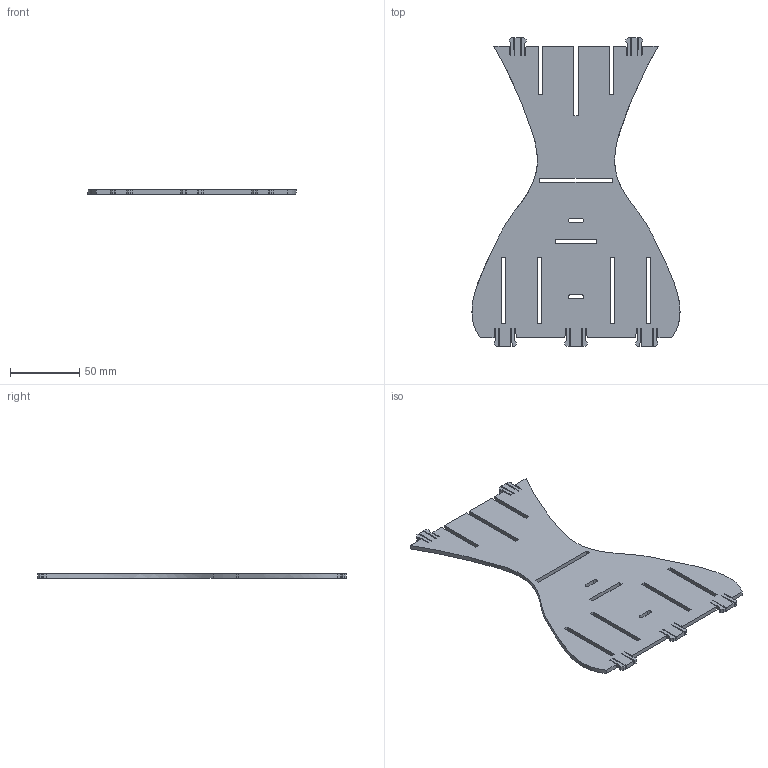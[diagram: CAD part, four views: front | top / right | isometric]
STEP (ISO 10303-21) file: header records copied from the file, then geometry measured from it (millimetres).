
FILE_DESCRIPTION (( 'STEP AP203' ), '1' );
FILE_NAME ('frame-1-5.step', '2015-02-17T13:08:03', ( 'Cesar' ), ( '' ), 'SwSTEP 2.0', 'SolidWorks 2013', '' );
FILE_SCHEMA (( 'CONFIG_CONTROL_DESIGN' ));
Length unit declared in the file: millimetre
Products named in the file (1): frame-1-5
Bounding box: 149.87 x 222 x 3 mm (x, y, z)
Volume: 59794.3 mm3; surface area: 46003.2 mm2
Topology: 1 solids, 1 shells, 178 faces, 528 edges, 352 vertices
Faces by surface type: plane 166, cylinder 6, bspline 6
Entity records: 7169 total; most frequent: CARTESIAN_POINT 2317, ORIENTED_EDGE 1056, DIRECTION 874, EDGE_CURVE 528, LINE 504, VECTOR 504, VERTEX_POINT 352, EDGE_LOOP 194
